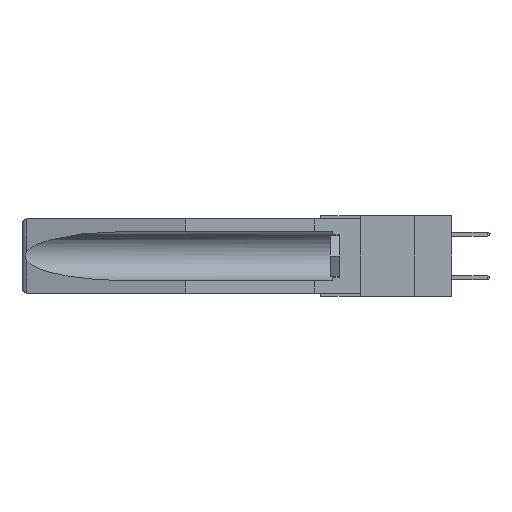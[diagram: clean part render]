
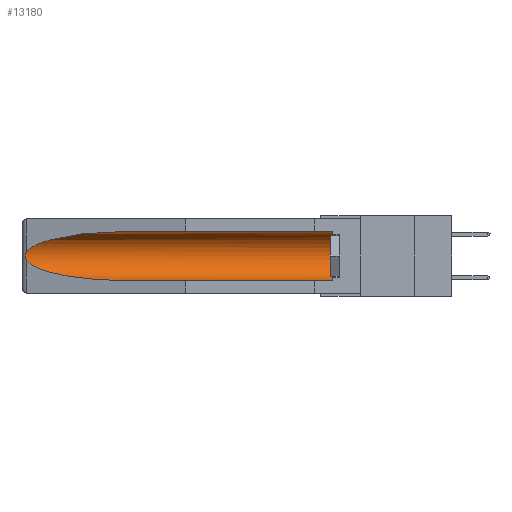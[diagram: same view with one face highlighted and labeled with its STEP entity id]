
A CAD part, left-side view. The second image highlights one B-rep face of the part: STEP entity #13180.
In plain terms, the highlighted cylindrical face has radius 2.857 mm (diameter 5.715 mm), a partial arc.
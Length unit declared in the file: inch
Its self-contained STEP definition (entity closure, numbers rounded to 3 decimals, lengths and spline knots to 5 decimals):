
#189 = EDGE_CURVE ( 'NONE', #5611, #10592, #2159, .T. ) ;
#212 = EDGE_CURVE ( 'NONE', #19356, #22150, #6683, .T. ) ;
#581 = CYLINDRICAL_SURFACE ( 'NONE', #3620, 0.1125 ) ;
#650 = LINE ( 'NONE', #22519, #13579 ) ;
#1445 = FACE_OUTER_BOUND ( 'NONE', #2240, .T. ) ;
#1930 = CARTESIAN_POINT ( 'NONE',  ( 0.155, 0.126, -0.284 ) ) ;
#1952 = CARTESIAN_POINT ( 'NONE',  ( 0.2675, 1.53308, -0.17534 ) ) ;
#2159 = LINE ( 'NONE', #5231, #15954 ) ;
#2240 = EDGE_LOOP ( 'NONE', ( #11165, #21542, #22910, #13645, #4554, #16483 ) ) ;
#2258 = VERTEX_POINT ( 'NONE', #1930 ) ;
#3367 = CARTESIAN_POINT ( 'NONE',  ( 0.155, 1.07973, -0.059 ) ) ;
#3608 = CARTESIAN_POINT ( 'NONE',  ( 0.26537, 1.52718, -0.14972 ) ) ;
#3620 = AXIS2_PLACEMENT_3D ( 'NONE', #17190, #5971, #15491 ) ;
#4554 = ORIENTED_EDGE ( 'NONE', *, *, #13449, .T. ) ;
#5146 = VERTEX_POINT ( 'NONE', #6348 ) ;
#5231 = CARTESIAN_POINT ( 'NONE',  ( 0.155, -0.30754, -0.059 ) ) ;
#5400 = CARTESIAN_POINT ( 'NONE',  ( 0.26654, 1.53092, -0.15636 ) ) ;
#5611 = VERTEX_POINT ( 'NONE', #19210 ) ;
#5965 = AXIS2_PLACEMENT_3D ( 'NONE', #17841, #16286, #18157 ) ;
#5971 = DIRECTION ( 'NONE',  ( 0., 1., 0. ) ) ;
#6348 = CARTESIAN_POINT ( 'NONE',  ( 0.155, 1.07973, -0.284 ) ) ;
#6683 = B_SPLINE_CURVE_WITH_KNOTS ( 'NONE', 3,
 ( #3608, #22493, #5400, #7527, #13196, #1952, #18834, #16865, #18495, #9171 ),
 .UNSPECIFIED., .F., .F.,
 ( 4, 2, 2, 2, 4 ),
 ( 0., 0.00029, 0.00058, 0.00087, 0.00117 ),
 .UNSPECIFIED. ) ;
#7527 = CARTESIAN_POINT ( 'NONE',  ( 0.2673, 1.5327, -0.16383 ) ) ;
#9171 = CARTESIAN_POINT ( 'NONE',  ( 0.26537, 1.52718, -0.19328 ) ) ;
#9583 =( BOUNDED_CURVE ( )  B_SPLINE_CURVE ( 3, ( #11398, #17050, #18998, #9599 ),
 .UNSPECIFIED., .F., .F. ) 
 B_SPLINE_CURVE_WITH_KNOTS ( ( 4, 4 ),
 ( 0.1948, 1.5708 ),
 .UNSPECIFIED. ) 
 CURVE ( )  GEOMETRIC_REPRESENTATION_ITEM ( )  RATIONAL_B_SPLINE_CURVE ( ( 1., 0.848, 0.848, 1. ) ) 
 REPRESENTATION_ITEM ( '' )  );
#9599 = CARTESIAN_POINT ( 'NONE',  ( 0.155, 1.07973, -0.284 ) ) ;
#9717 = CARTESIAN_POINT ( 'NONE',  ( 0.26537, 1.52718, -0.14972 ) ) ;
#10481 = CARTESIAN_POINT ( 'NONE',  ( 0.26537, 1.52718, -0.14972 ) ) ;
#10592 = VERTEX_POINT ( 'NONE', #3367 ) ;
#11165 = ORIENTED_EDGE ( 'NONE', *, *, #11358, .T. ) ;
#11280 = CARTESIAN_POINT ( 'NONE',  ( 0.25451, 1.48313, -0.09465 ) ) ;
#11358 = EDGE_CURVE ( 'NONE', #10592, #19356, #20498, .T. ) ;
#11398 = CARTESIAN_POINT ( 'NONE',  ( 0.26537, 1.52718, -0.19328 ) ) ;
#11907 = EDGE_CURVE ( 'NONE', #2258, #5146, #650, .T. ) ;
#13149 = DIRECTION ( 'NONE',  ( 0., 1., 0. ) ) ;
#13180 = ADVANCED_FACE ( 'NONE', ( #1445 ), #581, .F. ) ;
#13196 = CARTESIAN_POINT ( 'NONE',  ( 0.2675, 1.53308, -0.16763 ) ) ;
#13449 = EDGE_CURVE ( 'NONE', #2258, #5611, #23140, .T. ) ;
#13579 = VECTOR ( 'NONE', #13149, 39.37008 ) ;
#13645 = ORIENTED_EDGE ( 'NONE', *, *, #11907, .F. ) ;
#15491 = DIRECTION ( 'NONE',  ( 0., 0., 1. ) ) ;
#15954 = VECTOR ( 'NONE', #20600, 39.37008 ) ;
#16286 = DIRECTION ( 'NONE',  ( 0., -1., 0. ) ) ;
#16483 = ORIENTED_EDGE ( 'NONE', *, *, #189, .T. ) ;
#16865 = CARTESIAN_POINT ( 'NONE',  ( 0.26655, 1.53094, -0.18657 ) ) ;
#17050 = CARTESIAN_POINT ( 'NONE',  ( 0.25451, 1.48313, -0.24835 ) ) ;
#17089 = CARTESIAN_POINT ( 'NONE',  ( 0.155, 1.07973, -0.059 ) ) ;
#17190 = CARTESIAN_POINT ( 'NONE',  ( 0.155, -0.30754, -0.1715 ) ) ;
#17841 = CARTESIAN_POINT ( 'NONE',  ( 0.155, 0.126, -0.1715 ) ) ;
#18157 = DIRECTION ( 'NONE',  ( 0., 0., 1. ) ) ;
#18495 = CARTESIAN_POINT ( 'NONE',  ( 0.26597, 1.5296, -0.19026 ) ) ;
#18834 = CARTESIAN_POINT ( 'NONE',  ( 0.2673, 1.53269, -0.17917 ) ) ;
#18998 = CARTESIAN_POINT ( 'NONE',  ( 0.21114, 1.30732, -0.284 ) ) ;
#19210 = CARTESIAN_POINT ( 'NONE',  ( 0.155, 0.126, -0.059 ) ) ;
#19356 = VERTEX_POINT ( 'NONE', #10481 ) ;
#20498 =( BOUNDED_CURVE ( )  B_SPLINE_CURVE ( 3, ( #17089, #20824, #11280, #9717 ),
 .UNSPECIFIED., .F., .F. ) 
 B_SPLINE_CURVE_WITH_KNOTS ( ( 4, 4 ),
 ( 4.71239, 6.08839 ),
 .UNSPECIFIED. ) 
 CURVE ( )  GEOMETRIC_REPRESENTATION_ITEM ( )  RATIONAL_B_SPLINE_CURVE ( ( 1., 0.848, 0.848, 1. ) ) 
 REPRESENTATION_ITEM ( '' )  );
#20600 = DIRECTION ( 'NONE',  ( 0., 1., 0. ) ) ;
#20824 = CARTESIAN_POINT ( 'NONE',  ( 0.21114, 1.30732, -0.059 ) ) ;
#21542 = ORIENTED_EDGE ( 'NONE', *, *, #212, .T. ) ;
#22121 = CARTESIAN_POINT ( 'NONE',  ( 0.26537, 1.52718, -0.19328 ) ) ;
#22150 = VERTEX_POINT ( 'NONE', #22121 ) ;
#22493 = CARTESIAN_POINT ( 'NONE',  ( 0.26597, 1.52961, -0.15275 ) ) ;
#22519 = CARTESIAN_POINT ( 'NONE',  ( 0.155, -0.30754, -0.284 ) ) ;
#22769 = EDGE_CURVE ( 'NONE', #22150, #5146, #9583, .T. ) ;
#22910 = ORIENTED_EDGE ( 'NONE', *, *, #22769, .T. ) ;
#23140 = CIRCLE ( 'NONE', #5965, 0.1125 ) ;
